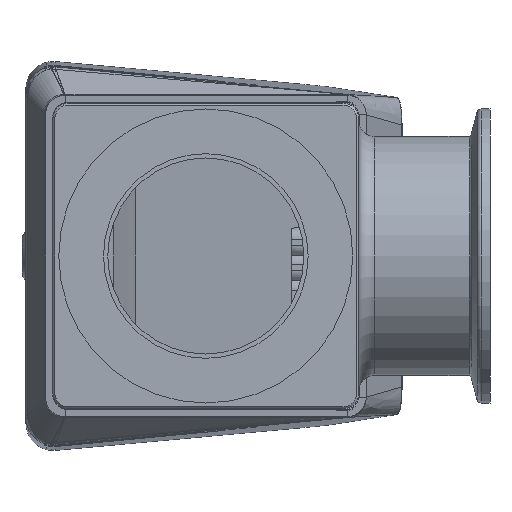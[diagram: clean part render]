
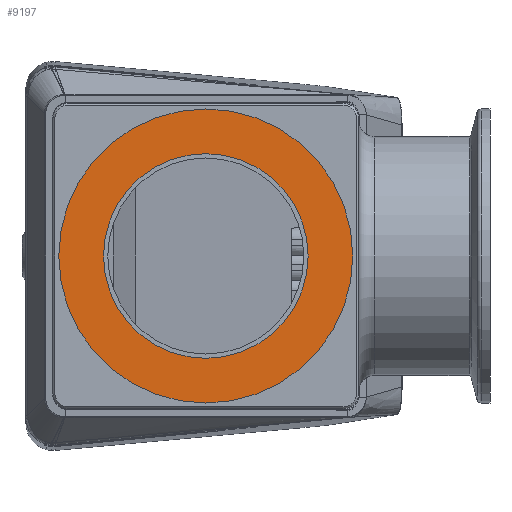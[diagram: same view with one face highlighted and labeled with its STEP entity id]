
A CAD part, front view. The second image highlights one B-rep face of the part: STEP entity #9197.
In plain terms, the highlighted planar face has unit normal (0, -1, 0).
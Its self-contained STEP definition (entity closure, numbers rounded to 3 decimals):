
#8868=FACE_BOUND('',#11483,.T.);
#8869=FACE_BOUND('',#11484,.T.);
#9077=CIRCLE('',#24707,26.1);
#9078=CIRCLE('',#24709,37.5);
#9197=ADVANCED_FACE('NONE',(#8868,#8869),#10115,.F.);
#10115=PLANE('',#24710);
#11483=EDGE_LOOP('',(#12640));
#11484=EDGE_LOOP('',(#12641));
#12640=ORIENTED_EDGE('',*,*,#20049,.T.);
#12641=ORIENTED_EDGE('',*,*,#20048,.F.);
#18092=VERTEX_POINT('',#28836);
#18093=VERTEX_POINT('',#28839);
#20048=EDGE_CURVE('NONE',#18092,#18092,#9077,.T.);
#20049=EDGE_CURVE('NONE',#18093,#18093,#9078,.T.);
#24707=AXIS2_PLACEMENT_3D('',#28835,#25806,#25807);
#24709=AXIS2_PLACEMENT_3D('',#28838,#25810,#25811);
#24710=AXIS2_PLACEMENT_3D('',#28840,#25812,#25813);
#25806=DIRECTION('',(0.,-1.,0.));
#25807=DIRECTION('',(0.,0.,-1.));
#25810=DIRECTION('',(0.,-1.,0.));
#25811=DIRECTION('',(0.,0.,-1.));
#25812=DIRECTION('',(0.,1.,0.));
#25813=DIRECTION('',(0.,0.,1.));
#28835=CARTESIAN_POINT('',(0.,-35.,0.));
#28836=CARTESIAN_POINT('',(0.,-35.,-26.1));
#28838=CARTESIAN_POINT('',(0.,-35.,0.));
#28839=CARTESIAN_POINT('',(0.,-35.,-37.5));
#28840=CARTESIAN_POINT('',(0.,-35.,0.));
